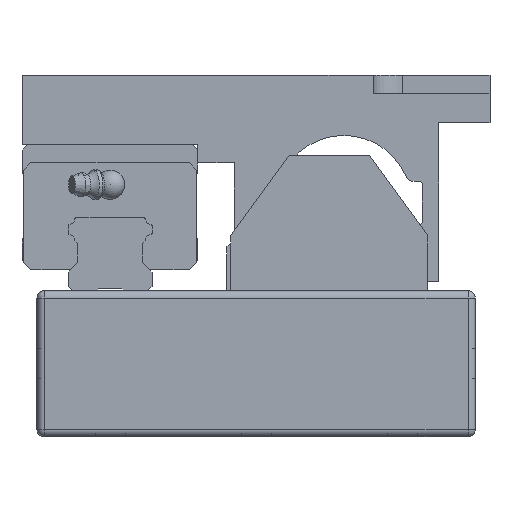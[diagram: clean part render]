
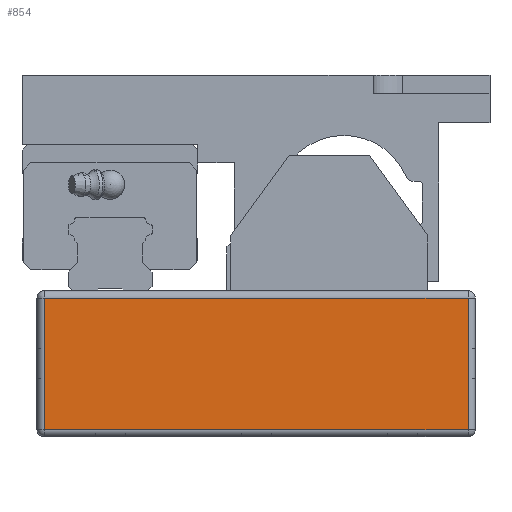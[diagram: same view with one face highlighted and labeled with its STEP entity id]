
A CAD part, left-side view. The second image highlights one B-rep face of the part: STEP entity #854.
In plain terms, the highlighted planar face has unit normal (-1, 0, 0).
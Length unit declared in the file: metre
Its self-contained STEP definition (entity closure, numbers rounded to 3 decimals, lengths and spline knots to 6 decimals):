
#854 = ADVANCED_FACE( '', ( #1941 ), #1942, .T. );
#1941 = FACE_OUTER_BOUND( '', #3316, .T. );
#1942 = PLANE( '', #3317 );
#3316 = EDGE_LOOP( '', ( #5737, #5738, #5739, #5740 ) );
#3317 = AXIS2_PLACEMENT_3D( '', #5741, #5742, #5743 );
#5737 = ORIENTED_EDGE( '', *, *, #7640, .F. );
#5738 = ORIENTED_EDGE( '', *, *, #8486, .F. );
#5739 = ORIENTED_EDGE( '', *, *, #8112, .F. );
#5740 = ORIENTED_EDGE( '', *, *, #8487, .F. );
#5741 = CARTESIAN_POINT( '', ( -0.47, 0.058, 0.038 ) );
#5742 = DIRECTION( '', ( -1., 0., 0. ) );
#5743 = DIRECTION( '', ( 0., 0., 1. ) );
#7640 = EDGE_CURVE( '', #9076, #9079, #9080, .T. );
#8112 = EDGE_CURVE( '', #9394, #9875, #9878, .T. );
#8486 = EDGE_CURVE( '', #9875, #9076, #10438, .T. );
#8487 = EDGE_CURVE( '', #9079, #9394, #10439, .T. );
#9076 = VERTEX_POINT( '', #11173 );
#9079 = VERTEX_POINT( '', #11176 );
#9080 = LINE( '', #11177, #11178 );
#9394 = VERTEX_POINT( '', #11658 );
#9875 = VERTEX_POINT( '', #12367 );
#9878 = LINE( '', #12371, #12372 );
#10438 = LINE( '', #13135, #13136 );
#10439 = LINE( '', #13137, #13138 );
#11173 = CARTESIAN_POINT( '', ( -0.47, 0.058, 0.002 ) );
#11176 = CARTESIAN_POINT( '', ( -0.47, 0.058, 0.038 ) );
#11177 = CARTESIAN_POINT( '', ( -0.47, 0.058, 0.038 ) );
#11178 = VECTOR( '', #13960, 1. );
#11658 = CARTESIAN_POINT( '', ( -0.47, -0.058, 0.038 ) );
#12367 = CARTESIAN_POINT( '', ( -0.47, -0.058, 0.002 ) );
#12371 = CARTESIAN_POINT( '', ( -0.47, -0.058, 0.002 ) );
#12372 = VECTOR( '', #14545, 1. );
#13135 = CARTESIAN_POINT( '', ( -0.47, 0.058, 0.002 ) );
#13136 = VECTOR( '', #14983, 1. );
#13137 = CARTESIAN_POINT( '', ( -0.47, -0.058, 0.038 ) );
#13138 = VECTOR( '', #14984, 1. );
#13960 = DIRECTION( '', ( 0., 0., 1. ) );
#14545 = DIRECTION( '', ( 0., 0., -1. ) );
#14983 = DIRECTION( '', ( 0., 1., 0. ) );
#14984 = DIRECTION( '', ( 0., -1., 0. ) );
